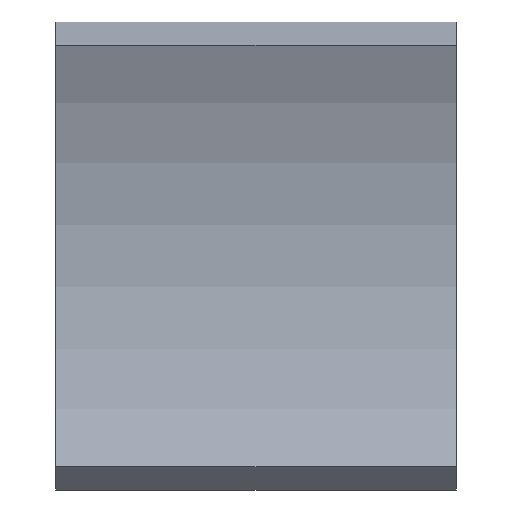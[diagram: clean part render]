
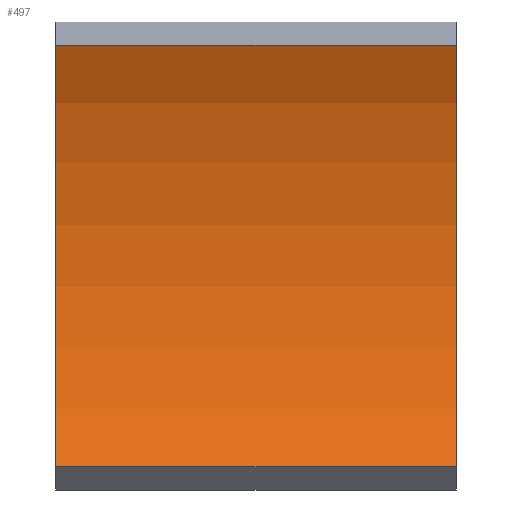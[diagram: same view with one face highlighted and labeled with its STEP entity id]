
A CAD part, top view. The second image highlights one B-rep face of the part: STEP entity #497.
In plain terms, the highlighted cylindrical face has radius 9 mm (diameter 18 mm), a partial arc.
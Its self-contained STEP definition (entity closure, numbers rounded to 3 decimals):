
#33=CYLINDRICAL_SURFACE('',#551,9.);
#65=FACE_OUTER_BOUND('',#94,.T.);
#94=EDGE_LOOP('',(#437,#438,#439,#440));
#114=LINE('',#1281,#135);
#115=LINE('',#1284,#136);
#135=VECTOR('',#636,10.);
#136=VECTOR('',#639,10.);
#157=CIRCLE('',#552,9.);
#158=CIRCLE('',#553,9.);
#238=VERTEX_POINT('',#1277);
#239=VERTEX_POINT('',#1278);
#240=VERTEX_POINT('',#1280);
#241=VERTEX_POINT('',#1282);
#309=EDGE_CURVE('',#238,#239,#157,.T.);
#310=EDGE_CURVE('',#240,#238,#114,.T.);
#311=EDGE_CURVE('',#240,#241,#158,.T.);
#312=EDGE_CURVE('',#241,#239,#115,.T.);
#437=ORIENTED_EDGE('',*,*,#309,.F.);
#438=ORIENTED_EDGE('',*,*,#310,.F.);
#439=ORIENTED_EDGE('',*,*,#311,.T.);
#440=ORIENTED_EDGE('',*,*,#312,.T.);
#497=ADVANCED_FACE('',(#65),#33,.F.);
#551=AXIS2_PLACEMENT_3D('',#1276,#632,#633);
#552=AXIS2_PLACEMENT_3D('',#1279,#634,#635);
#553=AXIS2_PLACEMENT_3D('',#1283,#637,#638);
#632=DIRECTION('center_axis',(1.,0.,0.));
#633=DIRECTION('ref_axis',(0.,0.423,-0.906));
#634=DIRECTION('center_axis',(-1.,0.,0.));
#635=DIRECTION('ref_axis',(0.,0.423,-0.906));
#636=DIRECTION('',(1.,0.,0.));
#637=DIRECTION('center_axis',(-1.,0.,0.));
#638=DIRECTION('ref_axis',(0.,0.423,-0.906));
#639=DIRECTION('',(1.,0.,0.));
#1276=CARTESIAN_POINT('Origin',(0.,0.,9.059));
#1277=CARTESIAN_POINT('',(7.25,3.811,0.906));
#1278=CARTESIAN_POINT('',(7.25,-3.811,0.906));
#1279=CARTESIAN_POINT('Origin',(7.25,0.,9.059));
#1280=CARTESIAN_POINT('',(0.,3.811,0.906));
#1281=CARTESIAN_POINT('',(0.,3.811,0.906));
#1282=CARTESIAN_POINT('',(0.,-3.811,0.906));
#1283=CARTESIAN_POINT('Origin',(0.,0.,9.059));
#1284=CARTESIAN_POINT('',(0.,-3.811,0.906));
